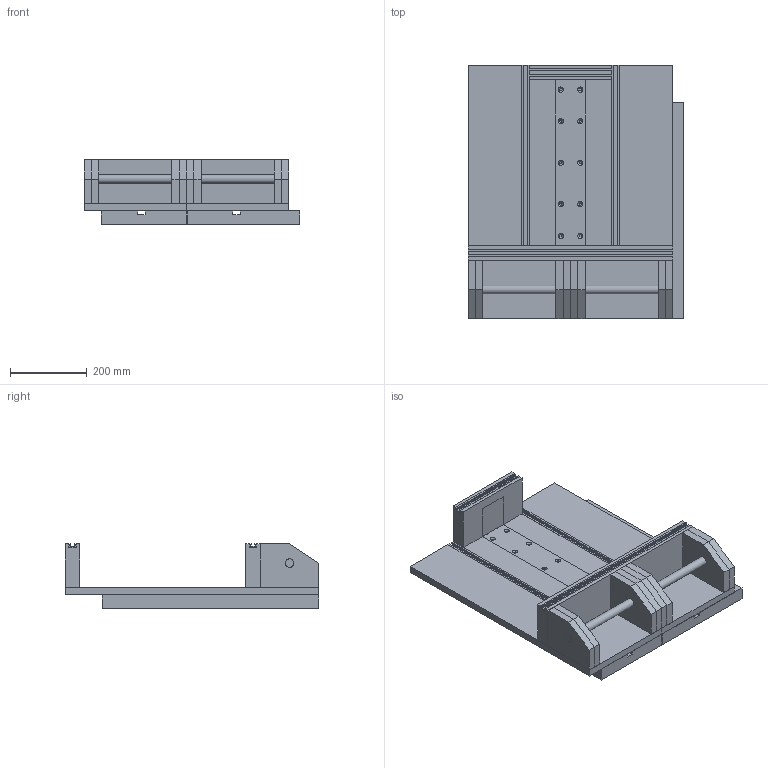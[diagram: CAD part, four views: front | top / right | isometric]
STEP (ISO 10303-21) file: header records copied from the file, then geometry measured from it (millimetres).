
FILE_DESCRIPTION(('FreeCAD Model'),'2;1');
FILE_NAME('Open CASCADE Shape Model','2023-07-28T17:33:58',(''),(''), 'Open CASCADE STEP processor 7.6','FreeCAD','Unknown');
FILE_SCHEMA(('AUTOMOTIVE_DESIGN { 1 0 10303 214 1 1 1 1 }'));
Length unit declared in the file: millimetre
Products named in the file (16): cross_cut_sled_2; Table Saw Top; Base; Near Fence; Zero Clearance Insert; Far Fence; Blade Guard - Left; Blade Guard - Right; Blade Guard - Main; Handle; Near Fence Top T-Track; Far Fence Top T-Track; Far Fence Insert; Near Fence Insert; Base T-Track - Left; Base T-Track - Right
Assembly tree (15 placements, depth 2):
  cross_cut_sled_2
    Table Saw Top
    Base
    Near Fence
    Zero Clearance Insert
    Far Fence
    Blade Guard - Left
    Blade Guard - Right
    Blade Guard - Main
    Handle
    Near Fence Top T-Track
    Far Fence Top T-Track
    Far Fence Insert
    Near Fence Insert
    Base T-Track - Left
    Base T-Track - Right
Bounding box: 561.92 x 660.4 x 168.28 mm (x, y, z)
Volume: 21414695.5 mm3; surface area: 2324384.3 mm2
Topology: 20 solids, 20 shells, 297 faces, 729 edges, 468 vertices
Faces by surface type: plane 236, cylinder 37, cone 24
Full cylindrical faces by diameter (mm): 7.1 x24, 22.225 x9
Entity records: 18634 total; most frequent: CARTESIAN_POINT 3110, DIRECTION 2868, LINE 1975, VECTOR 1975, ORIENTED_EDGE 1458, PCURVE 1458, DEFINITIONAL_REPRESENTATION 1458, EDGE_CURVE 729
